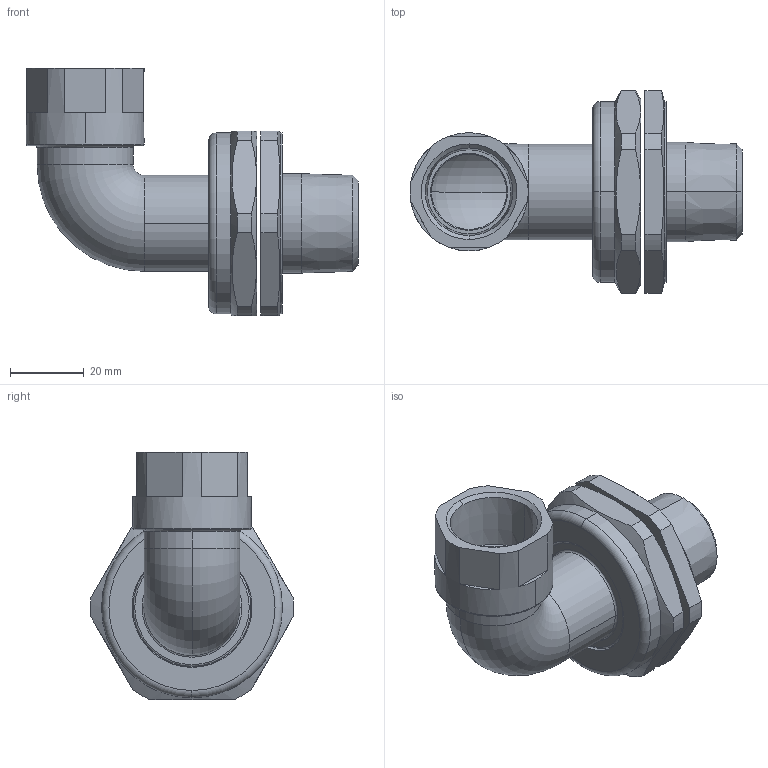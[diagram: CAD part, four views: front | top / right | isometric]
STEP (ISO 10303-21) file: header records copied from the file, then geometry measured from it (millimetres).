
FILE_DESCRIPTION (( 'STEP AP203' ), '1' );
FILE_NAME ('789DT2T2.STEP', '2020-01-30T15:55:43', ( '' ), ( '' ), 'SwSTEP 2.0', 'SolidWorks 2017', '' );
FILE_SCHEMA (( 'CONFIG_CONTROL_DESIGN' ));
Length unit declared in the file: millimetre
Products named in the file (1): 789DT2T2
Bounding box: 89.92 x 54.97 x 67 mm (x, y, z)
Surface area: 19352.1 mm2 (no closed solid volume)
Topology: 0 solids, 3 shells, 98 faces, 244 edges, 156 vertices
Faces by surface type: plane 34, cylinder 30, cone 22, torus 12
Entity records: 3163 total; most frequent: CARTESIAN_POINT 691, DIRECTION 542, ORIENTED_EDGE 476, EDGE_CURVE 244, AXIS2_PLACEMENT_3D 227, VERTEX_POINT 156, CIRCLE 128, EDGE_LOOP 108
